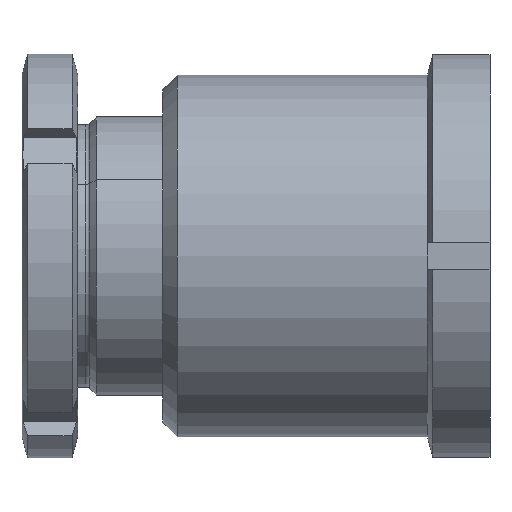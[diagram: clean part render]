
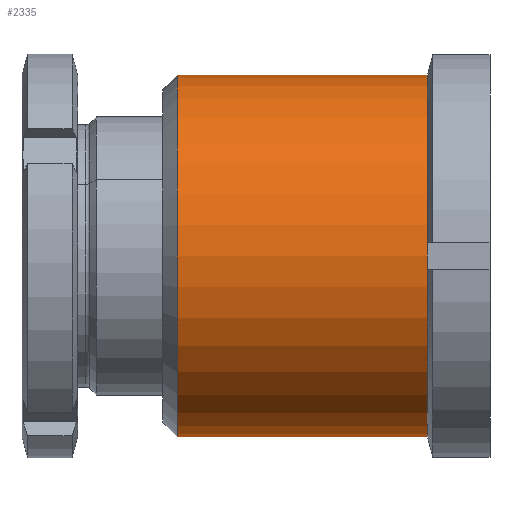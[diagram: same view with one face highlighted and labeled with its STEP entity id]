
A CAD part, left-side view. The second image highlights one B-rep face of the part: STEP entity #2335.
In plain terms, the highlighted cylindrical face has radius 26 mm (diameter 52 mm), a partial arc.
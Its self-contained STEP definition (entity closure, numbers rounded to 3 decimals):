
#34 = DIRECTION ( 'NONE',  ( 0., 1., 0. ) ) ;
#100 = CARTESIAN_POINT ( 'NONE',  ( 0., -38., 0. ) ) ;
#336 = DIRECTION ( 'NONE',  ( 0., 0., 1. ) ) ;
#435 = VERTEX_POINT ( 'NONE', #1845 ) ;
#459 = ORIENTED_EDGE ( 'NONE', *, *, #2890, .T. ) ;
#658 = LINE ( 'NONE', #2777, #2133 ) ;
#772 = EDGE_LOOP ( 'NONE', ( #1530, #824, #997, #459, #2292 ) ) ;
#778 = DIRECTION ( 'NONE',  ( 0., -1., 0. ) ) ;
#824 = ORIENTED_EDGE ( 'NONE', *, *, #2355, .T. ) ;
#943 = DIRECTION ( 'NONE',  ( 0., 1., 0. ) ) ;
#956 = CARTESIAN_POINT ( 'NONE',  ( -26., -38., 0. ) ) ;
#997 = ORIENTED_EDGE ( 'NONE', *, *, #1173, .T. ) ;
#1000 = DIRECTION ( 'NONE',  ( 0., 0., 1. ) ) ;
#1047 = VERTEX_POINT ( 'NONE', #2364 ) ;
#1081 = VERTEX_POINT ( 'NONE', #956 ) ;
#1173 = EDGE_CURVE ( 'NONE', #1081, #435, #2565, .T. ) ;
#1210 = CARTESIAN_POINT ( 'NONE',  ( 0., 10.447, 26. ) ) ;
#1287 = CARTESIAN_POINT ( 'NONE',  ( 0., -2.1, -26. ) ) ;
#1298 = AXIS2_PLACEMENT_3D ( 'NONE', #2555, #1865, #2356 ) ;
#1354 = AXIS2_PLACEMENT_3D ( 'NONE', #100, #2374, #336 ) ;
#1359 = VECTOR ( 'NONE', #1709, 1000. ) ;
#1379 = EDGE_CURVE ( 'NONE', #1540, #1696, #658, .T. ) ;
#1440 = DIRECTION ( 'NONE',  ( 0., 0., -1. ) ) ;
#1514 = AXIS2_PLACEMENT_3D ( 'NONE', #2169, #778, #1440 ) ;
#1530 = ORIENTED_EDGE ( 'NONE', *, *, #1379, .F. ) ;
#1540 = VERTEX_POINT ( 'NONE', #2840 ) ;
#1696 = VERTEX_POINT ( 'NONE', #1287 ) ;
#1709 = DIRECTION ( 'NONE',  ( 0., 1., 0. ) ) ;
#1845 = CARTESIAN_POINT ( 'NONE',  ( 0., -38., 26. ) ) ;
#1865 = DIRECTION ( 'NONE',  ( 0., 1., 0. ) ) ;
#1877 = CIRCLE ( 'NONE', #1514, 26. ) ;
#1991 = LINE ( 'NONE', #1210, #1359 ) ;
#2030 = CARTESIAN_POINT ( 'NONE',  ( 0., 10.447, 0. ) ) ;
#2035 = AXIS2_PLACEMENT_3D ( 'NONE', #2030, #943, #1000 ) ;
#2055 = CYLINDRICAL_SURFACE ( 'NONE', #2035, 26. ) ;
#2133 = VECTOR ( 'NONE', #34, 1000. ) ;
#2169 = CARTESIAN_POINT ( 'NONE',  ( 0., -2.1, 0. ) ) ;
#2210 = CIRCLE ( 'NONE', #1298, 26. ) ;
#2292 = ORIENTED_EDGE ( 'NONE', *, *, #2545, .T. ) ;
#2335 = ADVANCED_FACE ( 'NONE', ( #2338 ), #2055, .T. ) ;
#2338 = FACE_OUTER_BOUND ( 'NONE', #772, .T. ) ;
#2355 = EDGE_CURVE ( 'NONE', #1540, #1081, #2210, .T. ) ;
#2356 = DIRECTION ( 'NONE',  ( 0., 0., 1. ) ) ;
#2364 = CARTESIAN_POINT ( 'NONE',  ( 0., -2.1, 26. ) ) ;
#2374 = DIRECTION ( 'NONE',  ( 0., 1., 0. ) ) ;
#2545 = EDGE_CURVE ( 'NONE', #1047, #1696, #1877, .T. ) ;
#2555 = CARTESIAN_POINT ( 'NONE',  ( 0., -38., 0. ) ) ;
#2565 = CIRCLE ( 'NONE', #1354, 26. ) ;
#2777 = CARTESIAN_POINT ( 'NONE',  ( 0., 10.447, -26. ) ) ;
#2840 = CARTESIAN_POINT ( 'NONE',  ( 0., -38., -26. ) ) ;
#2890 = EDGE_CURVE ( 'NONE', #435, #1047, #1991, .T. ) ;
